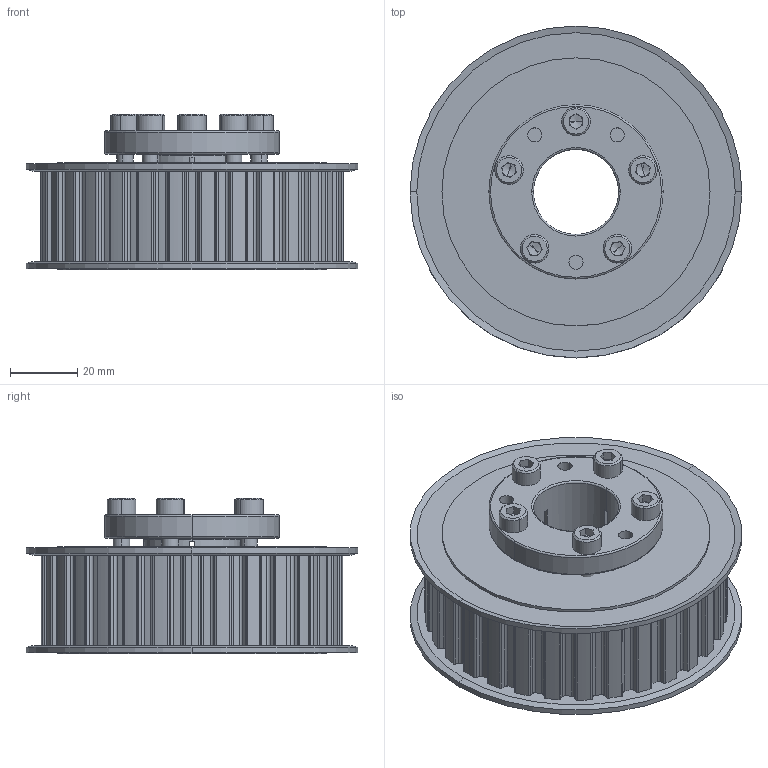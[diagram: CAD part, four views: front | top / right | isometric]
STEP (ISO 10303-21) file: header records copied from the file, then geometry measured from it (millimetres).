
FILE_DESCRIPTION (( 'STEP AP203' ), '1' );
FILE_NAME ('A30-L100-SPBO-1000.step', '2023-08-24T19:10:03', ( '' ), ( '' ), 'SwSTEP 2.0', 'SolidWorks 2021', '' );
FILE_SCHEMA (( 'CONFIG_CONTROL_DESIGN' ));
Length unit declared in the file: millimetre
Products named in the file (1): A30-L100-SPBO-1000
Bounding box: 99 x 99 x 46.5 mm (x, y, z)
Volume: 195497.2 mm3; surface area: 49304.7 mm2
Topology: 9 solids, 9 shells, 504 faces, 1347 edges, 858 vertices
Faces by surface type: cylinder 273, plane 161, cone 54, torus 16
Entity records: 15936 total; most frequent: DIRECTION 2961, CARTESIAN_POINT 2806, ORIENTED_EDGE 2654, EDGE_CURVE 1327, AXIS2_PLACEMENT_3D 1153, VERTEX_POINT 858, LINE 655, VECTOR 655
